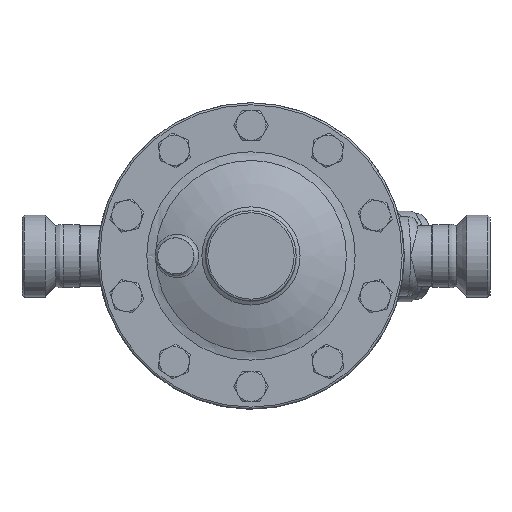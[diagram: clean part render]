
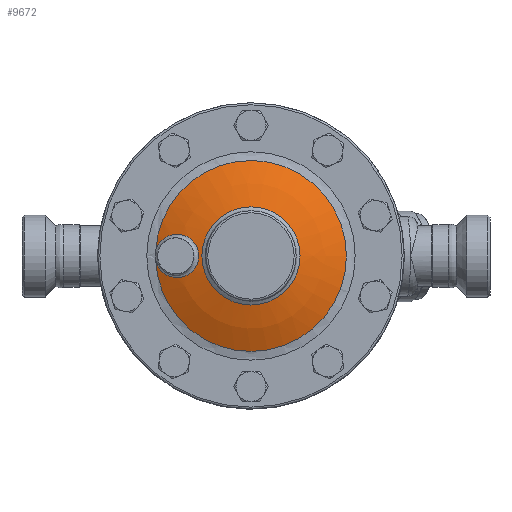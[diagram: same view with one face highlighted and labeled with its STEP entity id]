
A CAD part, top view. The second image highlights one B-rep face of the part: STEP entity #9672.
In plain terms, the highlighted spherical face has radius 218 mm.
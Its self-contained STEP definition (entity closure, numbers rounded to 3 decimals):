
#8427=CARTESIAN_POINT('',(-94.957,3.557,35.));
#8428=VERTEX_POINT('',#8427);
#8444=CARTESIAN_POINT('',(-94.957,-3.557,35.));
#8445=VERTEX_POINT('',#8444);
#8446=CARTESIAN_POINT('',(0.0,0.0,35.0));
#8447=DIRECTION('',(0.0,0.0,-1.0));
#8448=DIRECTION('',(0.0,1.0,0.0));
#8449=AXIS2_PLACEMENT_3D('',#8446,#8447,#8448);
#8450=CIRCLE('',#8449,95.024);
#8451=EDGE_CURVE('',#8428,#8445,#8450,.T.);
#9343=CARTESIAN_POINT('',(-94.957,-3.557,35.));
#9344=CARTESIAN_POINT('',(-94.932,-3.711,35.01));
#9345=CARTESIAN_POINT('',(-94.85,-4.17,35.04));
#9346=CARTESIAN_POINT('',(-94.41,-6.253,35.205));
#9347=CARTESIAN_POINT('',(-93.518,-8.722,35.54));
#9348=CARTESIAN_POINT('',(-92.332,-10.87,35.983));
#9349=CARTESIAN_POINT('',(-91.684,-11.905,36.225));
#9350=CARTESIAN_POINT('',(-91.106,-12.746,36.44));
#9351=CARTESIAN_POINT('',(-90.108,-14.035,36.812));
#9352=CARTESIAN_POINT('',(-89.006,-15.232,37.222));
#9353=CARTESIAN_POINT('',(-87.819,-16.322,37.662));
#9354=CARTESIAN_POINT('',(-87.097,-16.914,37.929));
#9355=CARTESIAN_POINT('',(-86.359,-17.476,38.202));
#9356=CARTESIAN_POINT('',(-85.491,-18.087,38.522));
#9357=CARTESIAN_POINT('',(-83.792,-19.126,39.148));
#9358=CARTESIAN_POINT('',(-81.866,-20.028,39.855));
#9359=CARTESIAN_POINT('',(-80.186,-20.601,40.469));
#9360=CARTESIAN_POINT('',(-79.179,-20.889,40.836));
#9361=CARTESIAN_POINT('',(-77.662,-21.264,41.389));
#9362=CARTESIAN_POINT('',(-75.26,-21.62,42.261));
#9363=CARTESIAN_POINT('',(-72.629,-21.624,43.211));
#9364=CARTESIAN_POINT('',(-70.937,-21.441,43.818));
#9365=CARTESIAN_POINT('',(-69.907,-21.282,44.188));
#9366=CARTESIAN_POINT('',(-68.37,-20.988,44.739));
#9367=CARTESIAN_POINT('',(-65.962,-20.274,45.599));
#9368=CARTESIAN_POINT('',(-63.673,-19.207,46.412));
#9369=CARTESIAN_POINT('',(-62.308,-18.394,46.895));
#9370=CARTESIAN_POINT('',(-61.418,-17.818,47.21));
#9371=CARTESIAN_POINT('',(-60.005,-16.81,47.709));
#9372=CARTESIAN_POINT('',(-58.394,-15.365,48.276));
#9373=CARTESIAN_POINT('',(-56.955,-13.744,48.781));
#9374=CARTESIAN_POINT('',(-55.644,-12.026,49.241));
#9375=CARTESIAN_POINT('',(-54.231,-9.662,49.735));
#9376=CARTESIAN_POINT('',(-53.27,-7.288,50.07));
#9377=CARTESIAN_POINT('',(-52.806,-5.705,50.231));
#9378=CARTESIAN_POINT('',(-52.57,-4.767,50.313));
#9379=CARTESIAN_POINT('',(-52.416,-4.019,50.367));
#9380=CARTESIAN_POINT('',(-52.142,-2.373,50.462));
#9381=CARTESIAN_POINT('',(-51.959,0.004,50.526));
#9382=CARTESIAN_POINT('',(-52.151,2.486,50.459));
#9383=CARTESIAN_POINT('',(-52.533,4.676,50.326));
#9384=CARTESIAN_POINT('',(-52.948,6.297,50.182));
#9385=CARTESIAN_POINT('',(-53.536,7.924,49.977));
#9386=CARTESIAN_POINT('',(-53.973,8.933,49.825));
#9387=CARTESIAN_POINT('',(-54.445,9.919,49.66));
#9388=CARTESIAN_POINT('',(-55.001,10.94,49.465));
#9389=CARTESIAN_POINT('',(-55.588,11.865,49.26));
#9390=CARTESIAN_POINT('',(-56.287,12.878,49.016));
#9391=CARTESIAN_POINT('',(-57.04,13.849,48.751));
#9392=CARTESIAN_POINT('',(-58.499,15.458,48.239));
#9393=CARTESIAN_POINT('',(-60.19,16.977,47.644));
#9394=CARTESIAN_POINT('',(-61.958,18.193,47.019));
#9395=CARTESIAN_POINT('',(-63.494,19.089,46.475));
#9396=CARTESIAN_POINT('',(-65.643,20.152,45.712));
#9397=CARTESIAN_POINT('',(-67.7,20.817,44.979));
#9398=CARTESIAN_POINT('',(-69.327,21.168,44.396));
#9399=CARTESIAN_POINT('',(-70.358,21.371,44.027));
#9400=CARTESIAN_POINT('',(-71.86,21.56,43.487));
#9401=CARTESIAN_POINT('',(-73.696,21.623,42.825));
#9402=CARTESIAN_POINT('',(-75.261,21.562,42.26));
#9403=CARTESIAN_POINT('',(-76.811,21.39,41.698));
#9404=CARTESIAN_POINT('',(-78.874,21.008,40.948));
#9405=CARTESIAN_POINT('',(-80.895,20.4,40.21));
#9406=CARTESIAN_POINT('',(-82.836,19.574,39.499));
#9407=CARTESIAN_POINT('',(-84.704,18.613,38.812));
#9408=CARTESIAN_POINT('',(-86.707,17.288,38.074));
#9409=CARTESIAN_POINT('',(-88.507,15.724,37.407));
#9410=CARTESIAN_POINT('',(-89.624,14.561,36.992));
#9411=CARTESIAN_POINT('',(-90.672,13.338,36.602));
#9412=CARTESIAN_POINT('',(-91.818,11.773,36.175));
#9413=CARTESIAN_POINT('',(-92.889,9.895,35.775));
#9414=CARTESIAN_POINT('',(-93.568,8.393,35.521));
#9415=CARTESIAN_POINT('',(-94.159,6.861,35.3));
#9416=CARTESIAN_POINT('',(-94.621,5.312,35.126));
#9417=CARTESIAN_POINT('',(-94.879,4.026,35.029));
#9418=CARTESIAN_POINT('',(-94.957,3.557,35.));
#9419=B_SPLINE_CURVE_WITH_KNOTS('',3,(#9343,#9344,#9345,#9346,#9347,#9348,#9349,#9350,#9351,#9352,#9353,#9354,#9355,#9356,#9357,#9358,#9359,#9360,#9361,#9362,#9363,#9364,#9365,#9366,#9367,#9368,#9369,#9370,#9371,#9372,#9373,#9374,#9375,#9376,#9377,#9378,#9379,#9380,#9381,#9382,#9383,#9384,#9385,#9386,#9387,#9388,#9389,#9390,#9391,#9392,#9393,#9394,#9395,#9396,#9397,#9398,#9399,#9400,#9401,#9402,#9403,#9404,#9405,#9406,#9407,#9408,#9409,#9410,#9411,#9412,#9413,#9414,#9415,#9416,#9417,#9418),.UNSPECIFIED.,.F.,.U.,(4,1,1,1,1,1,1,1,1,1,1,1,1,1,1,1,1,1,1,1,1,1,1,1,1,1,1,1,1,1,1,1,1,1,1,1,1,1,1,1,1,1,1,1,1,1,1,1,1,1,1,1,1,1,1,1,1,1,1,1,1,1,1,1,1,1,1,1,1,1,1,1,1,4),(-10.92,-10.882,-10.807,-10.407,-10.257,-10.207,-10.107,-10.006,-9.806,-9.706,-9.606,-9.573,-9.473,-9.339,-9.073,-8.939,-8.889,-8.806,-8.539,-8.272,-8.139,-8.105,-8.005,-7.738,-7.472,-7.371,-7.338,-7.205,-6.938,-6.804,-6.671,-6.404,-6.137,-6.054,-6.004,-5.904,-5.87,-5.604,-5.337,-5.27,-5.07,-4.937,-4.853,-4.803,-4.67,-4.57,-4.536,-4.369,-4.269,-4.003,-3.802,-3.736,-3.558,-3.202,-3.185,-3.135,-2.935,-2.802,-2.668,-2.535,-2.402,-2.135,-2.001,-1.868,-1.601,-1.401,-1.276,-1.201,-1.001,-0.801,-0.675,-0.6,-0.4,-0.286),.UNSPECIFIED.);
#9420=EDGE_CURVE('',#8445,#8428,#9419,.T.);
#9648=CARTESIAN_POINT('',(48.879,0.,51.25));
#9649=VERTEX_POINT('',#9648);
#9650=CARTESIAN_POINT('',(0.0,0.0,51.25));
#9651=DIRECTION('',(0.0,0.0,1.0));
#9652=DIRECTION('',(-1.0,0.0,0.0));
#9653=AXIS2_PLACEMENT_3D('',#9650,#9651,#9652);
#9654=CIRCLE('',#9653,48.879);
#9655=EDGE_CURVE('',#9649,#9649,#9654,.T.);
#9660=CARTESIAN_POINT('',(0.0,0.0,-161.2));
#9661=DIRECTION('',(0.0,0.0,1.0));
#9662=DIRECTION('',(1.0,0.0,0.0));
#9663=AXIS2_PLACEMENT_3D('',#9660,#9661,#9662);
#9664=SPHERICAL_SURFACE('',#9663,218.);
#9665=ORIENTED_EDGE('',*,*,#8451,.F.);
#9666=ORIENTED_EDGE('',*,*,#9420,.F.);
#9667=EDGE_LOOP('',(#9665,#9666));
#9668=FACE_OUTER_BOUND('',#9667,.T.);
#9669=ORIENTED_EDGE('',*,*,#9655,.F.);
#9670=EDGE_LOOP('',(#9669));
#9671=FACE_BOUND('',#9670,.T.);
#9672=ADVANCED_FACE('',(#9668,#9671),#9664,.T.);
